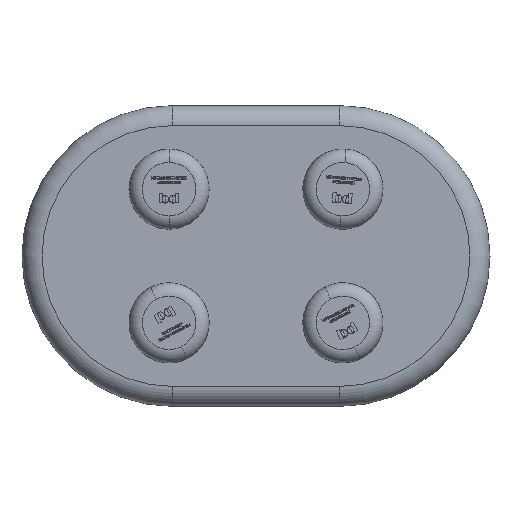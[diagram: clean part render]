
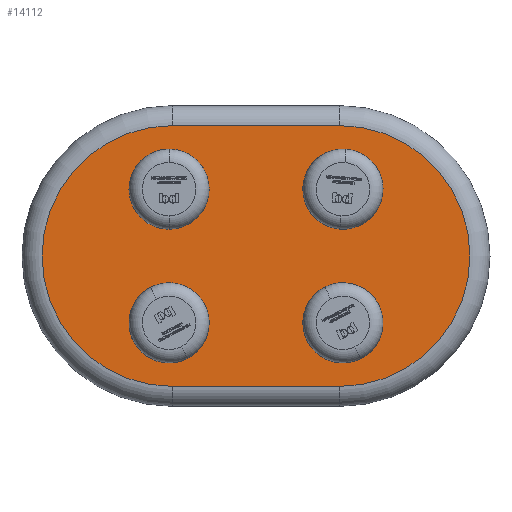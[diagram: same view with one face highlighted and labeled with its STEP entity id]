
A CAD part, front view. The second image highlights one B-rep face of the part: STEP entity #14112.
In plain terms, the highlighted planar face has unit normal (0, -1, 0).
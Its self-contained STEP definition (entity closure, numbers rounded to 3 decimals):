
#86 = LINE ( 'NONE', #2377, #6537 ) ;
#323 = DIRECTION ( 'NONE',  ( 0., -1., 0. ) ) ;
#545 = AXIS2_PLACEMENT_3D ( 'NONE', #11667, #853, #10579 ) ;
#718 = FACE_BOUND ( 'NONE', #1780, .T. ) ;
#853 = DIRECTION ( 'NONE',  ( 0., -1., 0. ) ) ;
#864 = DIRECTION ( 'NONE',  ( 0., 1., 0. ) ) ;
#1078 = CIRCLE ( 'NONE', #9137, 8. ) ;
#1121 = CARTESIAN_POINT ( 'NONE',  ( 130., -15., 92. ) ) ;
#1190 = ORIENTED_EDGE ( 'NONE', *, *, #9134, .F. ) ;
#1266 = ORIENTED_EDGE ( 'NONE', *, *, #7208, .F. ) ;
#1453 = EDGE_LOOP ( 'NONE', ( #1190, #6718 ) ) ;
#1774 = EDGE_CURVE ( 'NONE', #6406, #6371, #12975, .T. ) ;
#1780 = EDGE_LOOP ( 'NONE', ( #10569, #3648 ) ) ;
#2086 = DIRECTION ( 'NONE',  ( 0., -1., 0. ) ) ;
#2120 = EDGE_CURVE ( 'NONE', #4189, #13279, #6773, .T. ) ;
#2337 = CARTESIAN_POINT ( 'NONE',  ( -130., -15., 108. ) ) ;
#2341 = CARTESIAN_POINT ( 'NONE',  ( 130., -15., 100. ) ) ;
#2377 = CARTESIAN_POINT ( 'NONE',  ( -125., -15., 195. ) ) ;
#2506 = VERTEX_POINT ( 'NONE', #6858 ) ;
#2605 = CARTESIAN_POINT ( 'NONE',  ( 130., -15., -108. ) ) ;
#2788 = DIRECTION ( 'NONE',  ( 0., 0., -1. ) ) ;
#2806 = CARTESIAN_POINT ( 'NONE',  ( -130., -15., -100. ) ) ;
#2829 = AXIS2_PLACEMENT_3D ( 'NONE', #2341, #5797, #11217 ) ;
#3189 = AXIS2_PLACEMENT_3D ( 'NONE', #9069, #13481, #3587 ) ;
#3334 = DIRECTION ( 'NONE',  ( 0., -1., 0. ) ) ;
#3341 = DIRECTION ( 'NONE',  ( 0., 0., 1. ) ) ;
#3470 = DIRECTION ( 'NONE',  ( 0., -1., 0. ) ) ;
#3587 = DIRECTION ( 'NONE',  ( 0., 0., -1. ) ) ;
#3620 = CIRCLE ( 'NONE', #4069, 195. ) ;
#3648 = ORIENTED_EDGE ( 'NONE', *, *, #11496, .F. ) ;
#3714 = EDGE_CURVE ( 'NONE', #7129, #4189, #5631, .T. ) ;
#3830 = ORIENTED_EDGE ( 'NONE', *, *, #6546, .T. ) ;
#4069 = AXIS2_PLACEMENT_3D ( 'NONE', #12229, #323, #7828 ) ;
#4078 = ORIENTED_EDGE ( 'NONE', *, *, #12485, .F. ) ;
#4104 = DIRECTION ( 'NONE',  ( 0., 0., 1. ) ) ;
#4189 = VERTEX_POINT ( 'NONE', #10217 ) ;
#4240 = FACE_BOUND ( 'NONE', #13635, .T. ) ;
#4655 = EDGE_CURVE ( 'NONE', #12909, #6616, #7738, .T. ) ;
#4702 = AXIS2_PLACEMENT_3D ( 'NONE', #12902, #864, #4104 ) ;
#4923 = ORIENTED_EDGE ( 'NONE', *, *, #4655, .F. ) ;
#5263 = CIRCLE ( 'NONE', #3189, 8. ) ;
#5631 = LINE ( 'NONE', #10027, #10476 ) ;
#5762 = EDGE_CURVE ( 'NONE', #10438, #13577, #1078, .T. ) ;
#5797 = DIRECTION ( 'NONE',  ( 0., -1., 0. ) ) ;
#5945 = EDGE_CURVE ( 'NONE', #2506, #8550, #6373, .T. ) ;
#6371 = VERTEX_POINT ( 'NONE', #7263 ) ;
#6373 = CIRCLE ( 'NONE', #7526, 8. ) ;
#6406 = VERTEX_POINT ( 'NONE', #1121 ) ;
#6487 = DIRECTION ( 'NONE',  ( 0., 0., -1. ) ) ;
#6537 = VECTOR ( 'NONE', #7864, 1000. ) ;
#6546 = EDGE_CURVE ( 'NONE', #7155, #7129, #3620, .T. ) ;
#6616 = VERTEX_POINT ( 'NONE', #2337 ) ;
#6718 = ORIENTED_EDGE ( 'NONE', *, *, #5762, .F. ) ;
#6773 = CIRCLE ( 'NONE', #11830, 195. ) ;
#6779 = CIRCLE ( 'NONE', #7249, 8. ) ;
#6858 = CARTESIAN_POINT ( 'NONE',  ( -130., -15., -92. ) ) ;
#7129 = VERTEX_POINT ( 'NONE', #9876 ) ;
#7135 = DIRECTION ( 'NONE',  ( 0., -1., 0. ) ) ;
#7155 = VERTEX_POINT ( 'NONE', #8655 ) ;
#7208 = EDGE_CURVE ( 'NONE', #8550, #2506, #13775, .T. ) ;
#7222 = DIRECTION ( 'NONE',  ( 0., -1., 0. ) ) ;
#7249 = AXIS2_PLACEMENT_3D ( 'NONE', #9881, #13206, #10157 ) ;
#7263 = CARTESIAN_POINT ( 'NONE',  ( 130., -15., 108. ) ) ;
#7526 = AXIS2_PLACEMENT_3D ( 'NONE', #2806, #7222, #11617 ) ;
#7579 = CARTESIAN_POINT ( 'NONE',  ( -130., -15., -100. ) ) ;
#7738 = CIRCLE ( 'NONE', #9802, 8. ) ;
#7828 = DIRECTION ( 'NONE',  ( 0., 0., 1. ) ) ;
#7864 = DIRECTION ( 'NONE',  ( -1., 0., 0. ) ) ;
#8021 = DIRECTION ( 'NONE',  ( 0., 0., -1. ) ) ;
#8214 = ORIENTED_EDGE ( 'NONE', *, *, #13821, .T. ) ;
#8423 = CARTESIAN_POINT ( 'NONE',  ( -130., -15., 100. ) ) ;
#8550 = VERTEX_POINT ( 'NONE', #14150 ) ;
#8644 = PLANE ( 'NONE',  #4702 ) ;
#8655 = CARTESIAN_POINT ( 'NONE',  ( -125., -15., 195. ) ) ;
#8694 = AXIS2_PLACEMENT_3D ( 'NONE', #7579, #2086, #6487 ) ;
#8827 = CIRCLE ( 'NONE', #545, 8. ) ;
#9048 = CARTESIAN_POINT ( 'NONE',  ( -130., -15., 92. ) ) ;
#9069 = CARTESIAN_POINT ( 'NONE',  ( 130., -15., -100. ) ) ;
#9134 = EDGE_CURVE ( 'NONE', #13577, #10438, #5263, .T. ) ;
#9137 = AXIS2_PLACEMENT_3D ( 'NONE', #13223, #3334, #8021 ) ;
#9645 = ORIENTED_EDGE ( 'NONE', *, *, #5945, .F. ) ;
#9793 = FACE_OUTER_BOUND ( 'NONE', #11893, .T. ) ;
#9802 = AXIS2_PLACEMENT_3D ( 'NONE', #8423, #7135, #2788 ) ;
#9876 = CARTESIAN_POINT ( 'NONE',  ( -125., -15., -195. ) ) ;
#9881 = CARTESIAN_POINT ( 'NONE',  ( -130., -15., 100. ) ) ;
#9902 = CARTESIAN_POINT ( 'NONE',  ( 125., -15., 195. ) ) ;
#10027 = CARTESIAN_POINT ( 'NONE',  ( -125., -15., -195. ) ) ;
#10157 = DIRECTION ( 'NONE',  ( 0., 0., -1. ) ) ;
#10217 = CARTESIAN_POINT ( 'NONE',  ( 125., -15., -195. ) ) ;
#10438 = VERTEX_POINT ( 'NONE', #10576 ) ;
#10476 = VECTOR ( 'NONE', #11260, 1000. ) ;
#10540 = ORIENTED_EDGE ( 'NONE', *, *, #3714, .T. ) ;
#10569 = ORIENTED_EDGE ( 'NONE', *, *, #1774, .F. ) ;
#10576 = CARTESIAN_POINT ( 'NONE',  ( 130., -15., -92. ) ) ;
#10579 = DIRECTION ( 'NONE',  ( 0., 0., -1. ) ) ;
#10805 = FACE_BOUND ( 'NONE', #1453, .T. ) ;
#10957 = EDGE_LOOP ( 'NONE', ( #1266, #9645 ) ) ;
#10986 = CARTESIAN_POINT ( 'NONE',  ( 125., -15., 0. ) ) ;
#11217 = DIRECTION ( 'NONE',  ( 0., 0., -1. ) ) ;
#11260 = DIRECTION ( 'NONE',  ( 1., 0., 0. ) ) ;
#11496 = EDGE_CURVE ( 'NONE', #6371, #6406, #8827, .T. ) ;
#11617 = DIRECTION ( 'NONE',  ( 0., 0., -1. ) ) ;
#11667 = CARTESIAN_POINT ( 'NONE',  ( 130., -15., 100. ) ) ;
#11830 = AXIS2_PLACEMENT_3D ( 'NONE', #10986, #3470, #3341 ) ;
#11893 = EDGE_LOOP ( 'NONE', ( #8214, #3830, #10540, #12645 ) ) ;
#12229 = CARTESIAN_POINT ( 'NONE',  ( -125., -15., 0. ) ) ;
#12485 = EDGE_CURVE ( 'NONE', #6616, #12909, #6779, .T. ) ;
#12645 = ORIENTED_EDGE ( 'NONE', *, *, #2120, .T. ) ;
#12902 = CARTESIAN_POINT ( 'NONE',  ( -125., -15., 0. ) ) ;
#12909 = VERTEX_POINT ( 'NONE', #9048 ) ;
#12975 = CIRCLE ( 'NONE', #2829, 8. ) ;
#13206 = DIRECTION ( 'NONE',  ( 0., -1., 0. ) ) ;
#13223 = CARTESIAN_POINT ( 'NONE',  ( 130., -15., -100. ) ) ;
#13279 = VERTEX_POINT ( 'NONE', #9902 ) ;
#13481 = DIRECTION ( 'NONE',  ( 0., -1., 0. ) ) ;
#13577 = VERTEX_POINT ( 'NONE', #2605 ) ;
#13635 = EDGE_LOOP ( 'NONE', ( #4923, #4078 ) ) ;
#13775 = CIRCLE ( 'NONE', #8694, 8. ) ;
#13821 = EDGE_CURVE ( 'NONE', #13279, #7155, #86, .T. ) ;
#14112 = ADVANCED_FACE ( 'NONE', ( #14129, #718, #10805, #4240, #9793 ), #8644, .F. ) ;
#14129 = FACE_BOUND ( 'NONE', #10957, .T. ) ;
#14150 = CARTESIAN_POINT ( 'NONE',  ( -130., -15., -108. ) ) ;
